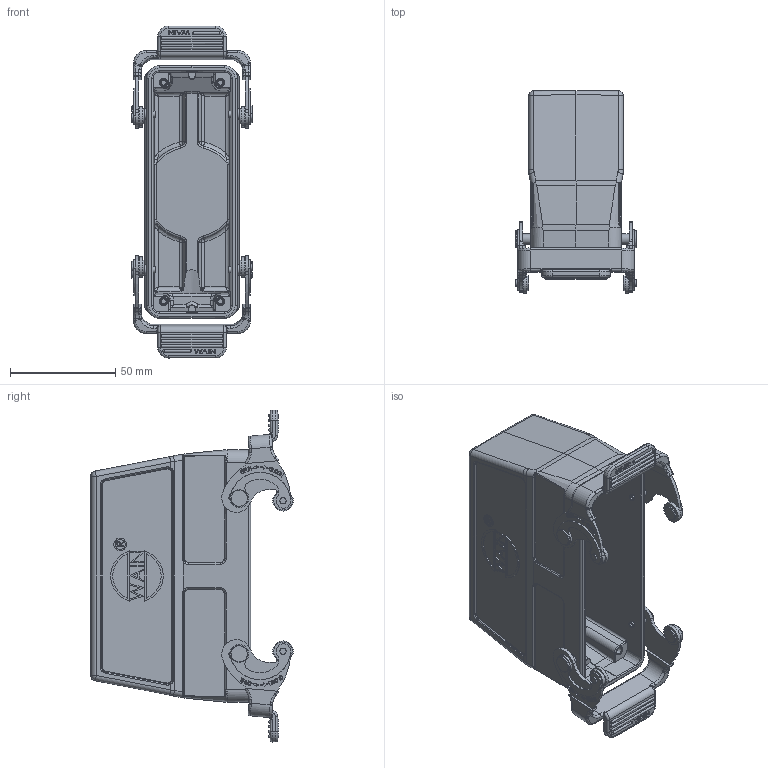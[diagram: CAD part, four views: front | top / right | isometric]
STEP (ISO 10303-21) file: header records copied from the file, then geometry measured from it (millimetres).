
FILE_DESCRIPTION(/* description */ (''),/* implementation_level */ '2;1');
FILE_NAME(/* name */ '40.stp',/* time_stamp */ '2023-11-30T14:34:45+08:00',/* author */ (''),/* organization */ (''),/* preprocessor_version */ 'ST-DEVELOPER v18.1',/* originating_system */ 'SIEMENS PLM Software NX 1980',/* authorisation */ '');
FILE_SCHEMA (('MODEL_BASED_INTEGRATED_MANUFACTURING_SCHEMA'));
Products named in the file (1): 3D_1240245415004_HV24B-SEH-2L_SC-M32_V1.0_step
Bounding box: 57.5 x 96.31 x 157.8 mm (x, y, z)
Volume: 102497.2 mm3; surface area: 65347.9 mm2
Topology: 1 solids, 1 shells, 1748 faces, 4348 edges, 2757 vertices
Faces by surface type: plane 827, cylinder 455, bspline 165, torus 121, extrusion 84, sphere 51, cone 43, revolution 2
Full cylindrical faces by diameter (mm): 1.9 x4, 2.5 x4, 2.95 x10, 3 x4, 3.5 x4, 4.8 x6, 4.907 x4, 5 x8, 6 x2, 7 x4, 8 x4, 9.8 x4, 38.5 x1
Entity records: 58356 total; most frequent: CARTESIAN_POINT 18166, ORIENTED_EDGE 8400, DIRECTION 7925, EDGE_CURVE 4200, AXIS2_PLACEMENT_3D 2773, VERTEX_POINT 2712, VECTOR 2377, LINE 2293
